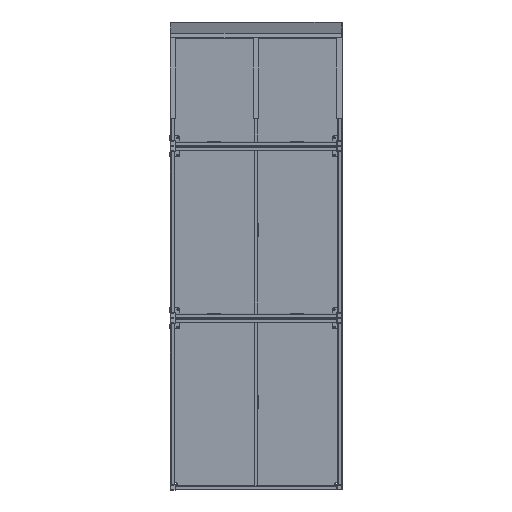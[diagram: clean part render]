
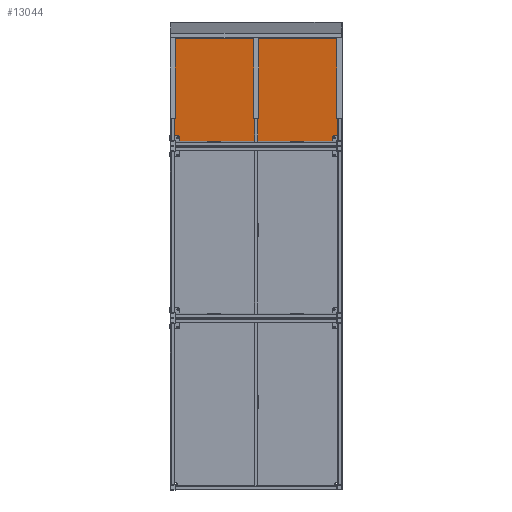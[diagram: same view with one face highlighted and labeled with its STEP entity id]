
A CAD part, front view. The second image highlights one B-rep face of the part: STEP entity #13044.
In plain terms, the highlighted face is planar.
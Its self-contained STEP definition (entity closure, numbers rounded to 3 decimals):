
#65 = ORIENTED_EDGE ( 'NONE', *, *, #9349, .T. ) ;
#382 = DIRECTION ( 'NONE',  ( 0., 0., 1. ) ) ;
#423 = CARTESIAN_POINT ( 'NONE',  ( 481.711, 0., -481.711 ) ) ;
#446 = CARTESIAN_POINT ( 'NONE',  ( 468.25, 0., -468.25 ) ) ;
#610 = ORIENTED_EDGE ( 'NONE', *, *, #12108, .T. ) ;
#1191 = CARTESIAN_POINT ( 'NONE',  ( -465.422, 0., -498. ) ) ;
#1722 = EDGE_CURVE ( 'NONE', #7341, #6594, #9573, .T. ) ;
#1994 = LINE ( 'NONE', #423, #3571 ) ;
#2292 = CARTESIAN_POINT ( 'NONE',  ( -466.25, 0., 468.25 ) ) ;
#2499 = VERTEX_POINT ( 'NONE', #10775 ) ;
#2572 = CARTESIAN_POINT ( 'NONE',  ( -498., 0., 468.25 ) ) ;
#3012 = CARTESIAN_POINT ( 'NONE',  ( 498., 0., 468.25 ) ) ;
#3211 = ORIENTED_EDGE ( 'NONE', *, *, #1722, .T. ) ;
#3346 = VECTOR ( 'NONE', #7310, 1000. ) ;
#3571 = VECTOR ( 'NONE', #14649, 1000. ) ;
#3648 = CARTESIAN_POINT ( 'NONE',  ( -478.048, 0., -466.25 ) ) ;
#3839 = CARTESIAN_POINT ( 'NONE',  ( -949.961, 0., -13.461 ) ) ;
#4013 = AXIS2_PLACEMENT_3D ( 'NONE', #6662, #5162, #18167 ) ;
#4195 = VERTEX_POINT ( 'NONE', #10980 ) ;
#4659 = VERTEX_POINT ( 'NONE', #13285 ) ;
#4707 = VECTOR ( 'NONE', #14870, 1000. ) ;
#4768 = CIRCLE ( 'NONE', #4013, 10. ) ;
#4995 = CARTESIAN_POINT ( 'NONE',  ( -949.961, 0., -13.461 ) ) ;
#5054 = CARTESIAN_POINT ( 'NONE',  ( 481.711, 0., -481.711 ) ) ;
#5118 = DIRECTION ( 'NONE',  ( 0., 0., 1. ) ) ;
#5162 = DIRECTION ( 'NONE',  ( 0., 1., 0. ) ) ;
#5268 = ORIENTED_EDGE ( 'NONE', *, *, #17987, .T. ) ;
#5323 = AXIS2_PLACEMENT_3D ( 'NONE', #15091, #10686, #12128 ) ;
#5722 = DIRECTION ( 'NONE',  ( 0., 0., 1. ) ) ;
#5978 = VERTEX_POINT ( 'NONE', #6194 ) ;
#6068 = EDGE_CURVE ( 'NONE', #15490, #4195, #17984, .T. ) ;
#6194 = CARTESIAN_POINT ( 'NONE',  ( -466.25, 0., -478.048 ) ) ;
#6352 = ORIENTED_EDGE ( 'NONE', *, *, #6068, .T. ) ;
#6462 = ORIENTED_EDGE ( 'NONE', *, *, #7639, .T. ) ;
#6505 = VERTEX_POINT ( 'NONE', #7438 ) ;
#6594 = VERTEX_POINT ( 'NONE', #10439 ) ;
#6662 = CARTESIAN_POINT ( 'NONE',  ( 468.25, 0., -468.25 ) ) ;
#6955 = CARTESIAN_POINT ( 'NONE',  ( -468.25, 0., -466.25 ) ) ;
#6997 = EDGE_CURVE ( 'NONE', #13919, #8182, #11662, .T. ) ;
#7017 = LINE ( 'NONE', #3839, #11499 ) ;
#7105 = EDGE_CURVE ( 'NONE', #4659, #16690, #8513, .T. ) ;
#7310 = DIRECTION ( 'NONE',  ( 0., 0., -1. ) ) ;
#7341 = VERTEX_POINT ( 'NONE', #1191 ) ;
#7438 = CARTESIAN_POINT ( 'NONE',  ( 466.25, 0., -497.172 ) ) ;
#7639 = EDGE_CURVE ( 'NONE', #16684, #13439, #1994, .T. ) ;
#7900 = VECTOR ( 'NONE', #10776, 1000. ) ;
#8182 = VERTEX_POINT ( 'NONE', #18346 ) ;
#8513 = LINE ( 'NONE', #4995, #4707 ) ;
#8594 = EDGE_CURVE ( 'NONE', #17530, #5978, #10742, .T. ) ;
#8869 = CARTESIAN_POINT ( 'NONE',  ( 498., 0., -465.422 ) ) ;
#9239 = PLANE ( 'NONE',  #5323 ) ;
#9349 = EDGE_CURVE ( 'NONE', #6505, #13919, #12786, .T. ) ;
#9397 = LINE ( 'NONE', #2572, #3346 ) ;
#9456 = ORIENTED_EDGE ( 'NONE', *, *, #10704, .T. ) ;
#9506 = CARTESIAN_POINT ( 'NONE',  ( -468.25, 0., -466.25 ) ) ;
#9562 = CARTESIAN_POINT ( 'NONE',  ( 498., 0., 132. ) ) ;
#9564 = CARTESIAN_POINT ( 'NONE',  ( -468.25, 0., -468.25 ) ) ;
#9573 = LINE ( 'NONE', #10787, #10025 ) ;
#9979 = DIRECTION ( 'NONE',  ( 0., 0., 1. ) ) ;
#10025 = VECTOR ( 'NONE', #13549, 1000. ) ;
#10139 = EDGE_CURVE ( 'NONE', #2499, #16684, #12863, .T. ) ;
#10352 = ORIENTED_EDGE ( 'NONE', *, *, #12634, .T. ) ;
#10439 = CARTESIAN_POINT ( 'NONE',  ( 465.422, 0., -498. ) ) ;
#10522 = CARTESIAN_POINT ( 'NONE',  ( -500., 0., 132. ) ) ;
#10535 = CARTESIAN_POINT ( 'NONE',  ( 497.172, 0., -466.25 ) ) ;
#10686 = DIRECTION ( 'NONE',  ( 0., 1., 0. ) ) ;
#10704 = EDGE_CURVE ( 'NONE', #8182, #2499, #4768, .T. ) ;
#10742 = CIRCLE ( 'NONE', #17098, 10. ) ;
#10775 = CARTESIAN_POINT ( 'NONE',  ( 478.048, 0., -466.25 ) ) ;
#10776 = DIRECTION ( 'NONE',  ( 0.707, 0., 0.707 ) ) ;
#10787 = CARTESIAN_POINT ( 'NONE',  ( -468.25, 0., -498. ) ) ;
#10816 = EDGE_CURVE ( 'NONE', #18477, #7341, #7017, .T. ) ;
#10889 = VECTOR ( 'NONE', #9979, 1000. ) ;
#10966 = DIRECTION ( 'NONE',  ( 1., 0., 0. ) ) ;
#10976 = VECTOR ( 'NONE', #15537, 1000. ) ;
#10980 = CARTESIAN_POINT ( 'NONE',  ( -498., 0., 132. ) ) ;
#11232 = LINE ( 'NONE', #3012, #17759 ) ;
#11499 = VECTOR ( 'NONE', #12426, 1000. ) ;
#11605 = ORIENTED_EDGE ( 'NONE', *, *, #13632, .T. ) ;
#11662 = CIRCLE ( 'NONE', #14797, 10. ) ;
#11969 = VECTOR ( 'NONE', #10966, 1000. ) ;
#12108 = EDGE_CURVE ( 'NONE', #6594, #6505, #15735, .T. ) ;
#12123 = VECTOR ( 'NONE', #13412, 1000. ) ;
#12128 = DIRECTION ( 'NONE',  ( 0., 0., 1. ) ) ;
#12343 = LINE ( 'NONE', #2292, #15261 ) ;
#12367 = ORIENTED_EDGE ( 'NONE', *, *, #13823, .T. ) ;
#12416 = ORIENTED_EDGE ( 'NONE', *, *, #7105, .T. ) ;
#12426 = DIRECTION ( 'NONE',  ( 0.707, 0., -0.707 ) ) ;
#12573 = DIRECTION ( 'NONE',  ( 0., 1., 0. ) ) ;
#12634 = EDGE_CURVE ( 'NONE', #13439, #15490, #11232, .T. ) ;
#12786 = LINE ( 'NONE', #16898, #10889 ) ;
#12863 = LINE ( 'NONE', #6955, #11969 ) ;
#13044 = ADVANCED_FACE ( 'NONE', ( #14830 ), #9239, .F. ) ;
#13285 = CARTESIAN_POINT ( 'NONE',  ( -498., 0., -465.422 ) ) ;
#13289 = ORIENTED_EDGE ( 'NONE', *, *, #10816, .T. ) ;
#13412 = DIRECTION ( 'NONE',  ( -1., 0., 0. ) ) ;
#13413 = ORIENTED_EDGE ( 'NONE', *, *, #10139, .T. ) ;
#13439 = VERTEX_POINT ( 'NONE', #8869 ) ;
#13472 = DIRECTION ( 'NONE',  ( 0., 1., 0. ) ) ;
#13549 = DIRECTION ( 'NONE',  ( 1., 0., 0. ) ) ;
#13632 = EDGE_CURVE ( 'NONE', #5978, #18477, #12343, .T. ) ;
#13728 = DIRECTION ( 'NONE',  ( 0., 0., -1. ) ) ;
#13823 = EDGE_CURVE ( 'NONE', #16690, #17530, #14808, .T. ) ;
#13919 = VERTEX_POINT ( 'NONE', #16128 ) ;
#13954 = ORIENTED_EDGE ( 'NONE', *, *, #8594, .T. ) ;
#14649 = DIRECTION ( 'NONE',  ( 0.707, 0., 0.707 ) ) ;
#14797 = AXIS2_PLACEMENT_3D ( 'NONE', #446, #13472, #382 ) ;
#14808 = LINE ( 'NONE', #9506, #10976 ) ;
#14830 = FACE_OUTER_BOUND ( 'NONE', #17677, .T. ) ;
#14870 = DIRECTION ( 'NONE',  ( 0.707, 0., -0.707 ) ) ;
#15091 = CARTESIAN_POINT ( 'NONE',  ( -468.25, 0., 468.25 ) ) ;
#15200 = ORIENTED_EDGE ( 'NONE', *, *, #6997, .T. ) ;
#15261 = VECTOR ( 'NONE', #13728, 1000. ) ;
#15490 = VERTEX_POINT ( 'NONE', #9562 ) ;
#15537 = DIRECTION ( 'NONE',  ( 1., 0., 0. ) ) ;
#15735 = LINE ( 'NONE', #5054, #7900 ) ;
#15774 = CARTESIAN_POINT ( 'NONE',  ( -466.25, 0., -497.172 ) ) ;
#16128 = CARTESIAN_POINT ( 'NONE',  ( 466.25, 0., -478.048 ) ) ;
#16684 = VERTEX_POINT ( 'NONE', #10535 ) ;
#16690 = VERTEX_POINT ( 'NONE', #17507 ) ;
#16898 = CARTESIAN_POINT ( 'NONE',  ( 466.25, 0., 468.25 ) ) ;
#17098 = AXIS2_PLACEMENT_3D ( 'NONE', #9564, #12573, #5118 ) ;
#17507 = CARTESIAN_POINT ( 'NONE',  ( -497.172, 0., -466.25 ) ) ;
#17530 = VERTEX_POINT ( 'NONE', #3648 ) ;
#17677 = EDGE_LOOP ( 'NONE', ( #10352, #6352, #5268, #12416, #12367, #13954, #11605, #13289, #3211, #610, #65, #15200, #9456, #13413, #6462 ) ) ;
#17759 = VECTOR ( 'NONE', #5722, 1000. ) ;
#17984 = LINE ( 'NONE', #10522, #12123 ) ;
#17987 = EDGE_CURVE ( 'NONE', #4195, #4659, #9397, .T. ) ;
#18167 = DIRECTION ( 'NONE',  ( 0., 0., 1. ) ) ;
#18346 = CARTESIAN_POINT ( 'NONE',  ( 468.25, 0., -458.25 ) ) ;
#18477 = VERTEX_POINT ( 'NONE', #15774 ) ;
